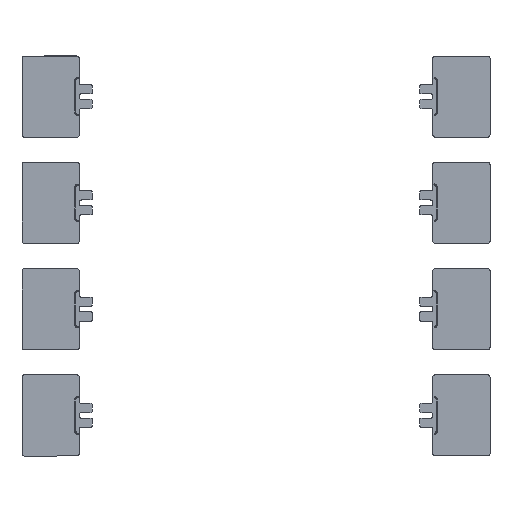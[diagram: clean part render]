
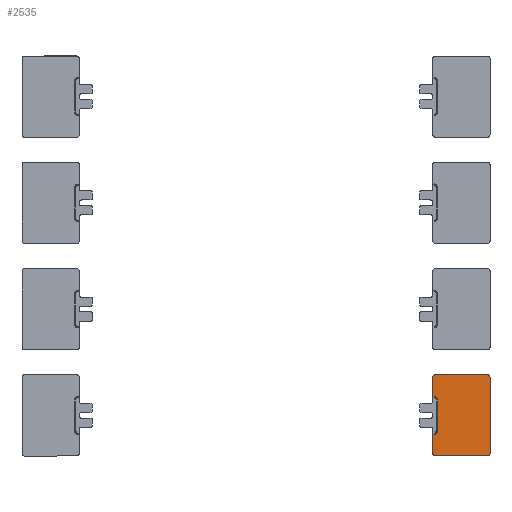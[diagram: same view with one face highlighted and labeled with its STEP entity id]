
A CAD part, front view. The second image highlights one B-rep face of the part: STEP entity #2535.
In plain terms, the highlighted planar face has unit normal (0, -1, 0).
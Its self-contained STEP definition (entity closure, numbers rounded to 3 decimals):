
#215=DIRECTION('',(1.,0.,0.));
#216=VECTOR('',#215,0.5);
#217=CARTESIAN_POINT('',(58.,-33.121,-131.25));
#218=LINE('',#217,#216);
#331=DIRECTION('',(0.,0.,-1.));
#332=VECTOR('',#331,13.5);
#333=CARTESIAN_POINT('',(60.,-33.121,-132.75));
#334=LINE('',#333,#332);
#339=CARTESIAN_POINT('',(58.5,-33.121,-146.25));
#340=DIRECTION('',(0.,-1.,0.));
#341=DIRECTION('',(0.,0.,-1.));
#342=AXIS2_PLACEMENT_3D('',#339,#340,#341);
#344=CARTESIAN_POINT('',(58.5,-33.121,-132.75));
#345=DIRECTION('',(0.,-1.,0.));
#346=DIRECTION('',(1.,0.,0.));
#347=AXIS2_PLACEMENT_3D('',#344,#345,#346);
#349=DIRECTION('',(0.,0.,1.));
#350=VECTOR('',#349,8.5);
#351=CARTESIAN_POINT('',(58.,-33.121,-131.25));
#352=LINE('',#351,#350);
#353=CARTESIAN_POINT('',(59.,-33.121,-122.75));
#354=DIRECTION('',(0.,1.,0.));
#355=DIRECTION('',(-1.,0.,0.));
#356=AXIS2_PLACEMENT_3D('',#353,#354,#355);
#358=DIRECTION('',(1.,0.,0.));
#359=VECTOR('',#358,23.);
#360=CARTESIAN_POINT('',(59.,-33.121,-121.75));
#361=LINE('',#360,#359);
#362=CARTESIAN_POINT('',(82.,-33.121,-122.75));
#363=DIRECTION('',(0.,1.,0.));
#364=DIRECTION('',(0.,0.,1.));
#365=AXIS2_PLACEMENT_3D('',#362,#363,#364);
#367=DIRECTION('',(0.,0.,-1.));
#368=VECTOR('',#367,33.5);
#369=CARTESIAN_POINT('',(83.,-33.121,-122.75));
#370=LINE('',#369,#368);
#371=CARTESIAN_POINT('',(82.,-33.121,-156.25));
#372=DIRECTION('',(0.,1.,0.));
#373=DIRECTION('',(1.,0.,0.));
#374=AXIS2_PLACEMENT_3D('',#371,#372,#373);
#376=DIRECTION('',(-1.,0.,0.));
#377=VECTOR('',#376,23.);
#378=CARTESIAN_POINT('',(82.,-33.121,-157.25));
#379=LINE('',#378,#377);
#380=CARTESIAN_POINT('',(59.,-33.121,-156.25));
#381=DIRECTION('',(0.,1.,0.));
#382=DIRECTION('',(0.,0.,-1.));
#383=AXIS2_PLACEMENT_3D('',#380,#381,#382);
#385=DIRECTION('',(0.,0.,1.));
#386=VECTOR('',#385,8.5);
#387=CARTESIAN_POINT('',(58.,-33.121,-156.25));
#388=LINE('',#387,#386);
#389=DIRECTION('',(-1.,0.,0.));
#390=VECTOR('',#389,0.5);
#391=CARTESIAN_POINT('',(58.5,-33.121,-147.75));
#392=LINE('',#391,#390);
#1984=CARTESIAN_POINT('',(58.,-33.121,-131.25));
#1986=VERTEX_POINT('',#1984);
#1999=CARTESIAN_POINT('',(58.,-33.121,-147.75));
#2001=VERTEX_POINT('',#1999);
#2059=CARTESIAN_POINT('',(59.,-33.121,-121.75));
#2060=VERTEX_POINT('',#2059);
#2061=CARTESIAN_POINT('',(58.,-33.121,-122.75));
#2062=VERTEX_POINT('',#2061);
#2063=CARTESIAN_POINT('',(82.,-33.121,-121.75));
#2064=VERTEX_POINT('',#2063);
#2065=CARTESIAN_POINT('',(83.,-33.121,-122.75));
#2066=VERTEX_POINT('',#2065);
#2091=CARTESIAN_POINT('',(83.,-33.121,-156.25));
#2092=VERTEX_POINT('',#2091);
#2177=CARTESIAN_POINT('',(82.,-33.121,-157.25));
#2178=VERTEX_POINT('',#2177);
#2179=CARTESIAN_POINT('',(59.,-33.121,-157.25));
#2180=VERTEX_POINT('',#2179);
#2181=CARTESIAN_POINT('',(58.,-33.121,-156.25));
#2182=VERTEX_POINT('',#2181);
#2183=CARTESIAN_POINT('',(58.5,-33.121,-147.75));
#2184=VERTEX_POINT('',#2183);
#2185=CARTESIAN_POINT('',(60.,-33.121,-132.75));
#2186=CARTESIAN_POINT('',(60.,-33.121,-146.25));
#2187=VERTEX_POINT('',#2185);
#2188=VERTEX_POINT('',#2186);
#2189=CARTESIAN_POINT('',(58.5,-33.121,-131.25));
#2190=VERTEX_POINT('',#2189);
#2503=CARTESIAN_POINT('',(70.5,-33.121,-139.5));
#2504=DIRECTION('',(0.,1.,0.));
#2505=DIRECTION('',(0.,0.,-1.));
#2506=AXIS2_PLACEMENT_3D('',#2503,#2504,#2505);
#2507=PLANE('',#2506);
#2509=ORIENTED_EDGE('',*,*,#2508,.F.);
#2511=ORIENTED_EDGE('',*,*,#2510,.T.);
#2512=ORIENTED_EDGE('',*,*,#2483,.F.);
#2513=ORIENTED_EDGE('',*,*,#2497,.T.);
#2514=ORIENTED_EDGE('',*,*,#2346,.F.);
#2516=ORIENTED_EDGE('',*,*,#2515,.T.);
#2518=ORIENTED_EDGE('',*,*,#2517,.T.);
#2520=ORIENTED_EDGE('',*,*,#2519,.T.);
#2522=ORIENTED_EDGE('',*,*,#2521,.T.);
#2524=ORIENTED_EDGE('',*,*,#2523,.T.);
#2526=ORIENTED_EDGE('',*,*,#2525,.T.);
#2528=ORIENTED_EDGE('',*,*,#2527,.T.);
#2530=ORIENTED_EDGE('',*,*,#2529,.T.);
#2532=ORIENTED_EDGE('',*,*,#2531,.T.);
#2533=EDGE_LOOP('',(#2509,#2511,#2512,#2513,#2514,#2516,#2518,#2520,#2522,#2524,
#2526,#2528,#2530,#2532));
#2534=FACE_OUTER_BOUND('',#2533,.F.);
#343=CIRCLE('',#342,1.5);
#348=CIRCLE('',#347,1.5);
#357=CIRCLE('',#356,1.);
#366=CIRCLE('',#365,1.);
#375=CIRCLE('',#374,1.);
#384=CIRCLE('',#383,1.);
#2346=EDGE_CURVE('',#1986,#2190,#218,.T.);
#2483=EDGE_CURVE('',#2187,#2188,#334,.T.);
#2497=EDGE_CURVE('',#2187,#2190,#348,.T.);
#2508=EDGE_CURVE('',#2184,#2001,#392,.T.);
#2510=EDGE_CURVE('',#2184,#2188,#343,.T.);
#2515=EDGE_CURVE('',#1986,#2062,#352,.T.);
#2517=EDGE_CURVE('',#2062,#2060,#357,.T.);
#2519=EDGE_CURVE('',#2060,#2064,#361,.T.);
#2521=EDGE_CURVE('',#2064,#2066,#366,.T.);
#2523=EDGE_CURVE('',#2066,#2092,#370,.T.);
#2525=EDGE_CURVE('',#2092,#2178,#375,.T.);
#2527=EDGE_CURVE('',#2178,#2180,#379,.T.);
#2529=EDGE_CURVE('',#2180,#2182,#384,.T.);
#2531=EDGE_CURVE('',#2182,#2001,#388,.T.);
#2535=ADVANCED_FACE('',(#2534),#2507,.F.);
